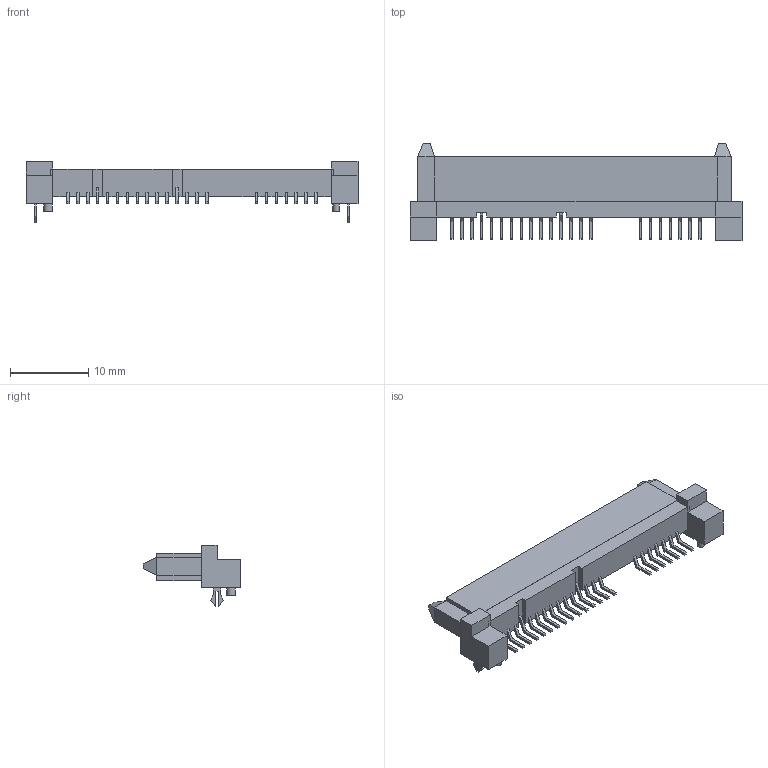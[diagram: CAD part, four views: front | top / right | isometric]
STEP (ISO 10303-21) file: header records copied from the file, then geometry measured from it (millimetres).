
FILE_DESCRIPTION(('FreeCAD Model'),'2;1');
FILE_NAME( 'SATA_Amphenol_10029364-001LF_Horizontal.step', '2018-09-17T22:39:29',('kicad StepUp'),('ksu MCAD'), 'Open CASCADE STEP processor 6.8','FreeCAD','Unknown');
FILE_SCHEMA(('AUTOMOTIVE_DESIGN_CC2 { 1 2 10303 214 -1 1 5 4 }'));
Length unit declared in the file: millimetre
Products named in the file (1): SATA_Amphenol_10029364-001LF_Horizontal
Bounding box: 42.4 x 12.4 x 7.82 mm (x, y, z)
Volume: 868.9 mm3; surface area: 2005.3 mm2
Topology: 1 solids, 1 shells, 615 faces, 1746 edges, 1186 vertices
Faces by surface type: plane 613, cylinder 2
Full cylindrical faces by diameter (mm): 0.8 x1, 1.1 x1
Entity records: 13156 total; most frequent: ORIENTED_EDGE 2888, EDGE_CURVE 1746, LINE 1691, CARTESIAN_POINT 1590, VERTEX_POINT 1186, FACE_BOUND 712, EDGE_LOOP 712, ADVANCED_FACE 615
